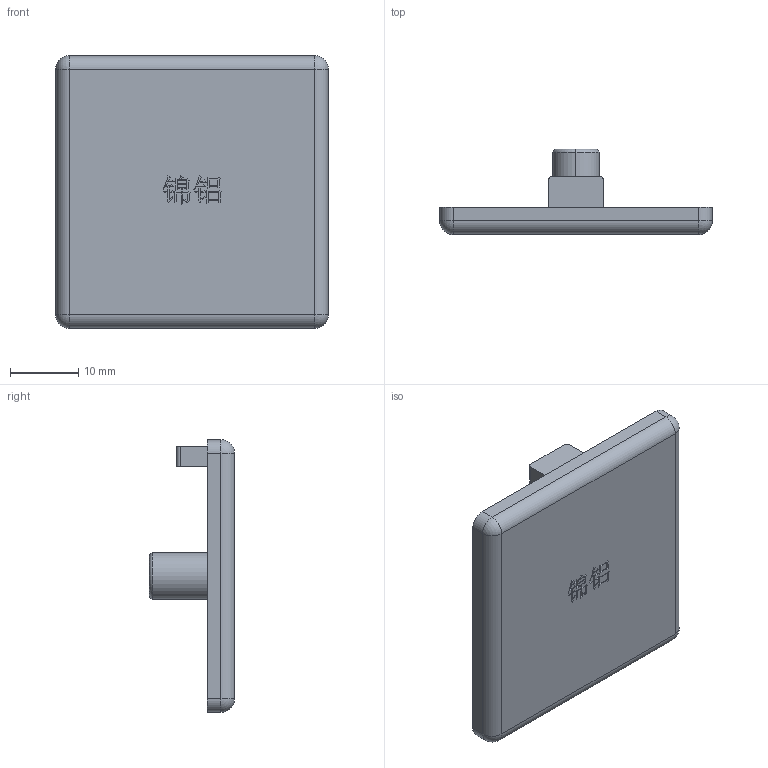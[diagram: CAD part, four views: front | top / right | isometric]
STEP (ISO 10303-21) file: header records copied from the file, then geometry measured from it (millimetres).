
FILE_DESCRIPTION (( 'STEP AP203' ), '1' );
FILE_NAME ('韁梓4040傷裔.STEP', '2019-07-31T05:29:16', ( 'User' ), ( 'China' ), 'SwSTEP 2.0', 'SolidWorks 2015', '' );
FILE_SCHEMA (( 'CONFIG_CONTROL_DESIGN' ));
Length unit declared in the file: millimetre
Products named in the file (1): 韁梓4040傷裔
Bounding box: 40 x 12.5 x 40 mm (x, y, z)
Volume: 3971.9 mm3; surface area: 4508.2 mm2
Topology: 1 solids, 1 shells, 193 faces, 527 edges, 344 vertices
Faces by surface type: plane 145, bspline 28, cylinder 14, sphere 4, torus 2
Entity records: 6946 total; most frequent: CARTESIAN_POINT 2169, ORIENTED_EDGE 1046, DIRECTION 831, EDGE_CURVE 523, VECTOR 435, LINE 435, VERTEX_POINT 344, EDGE_LOOP 205
